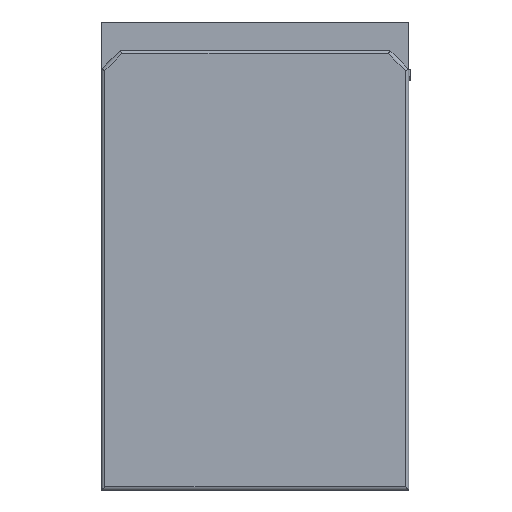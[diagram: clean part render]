
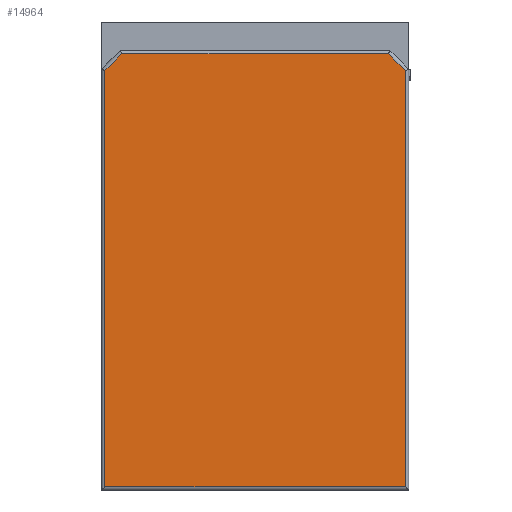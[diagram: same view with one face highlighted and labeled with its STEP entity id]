
A CAD part, front view. The second image highlights one B-rep face of the part: STEP entity #14964.
In plain terms, the highlighted planar face has unit normal (0, -1, 0).
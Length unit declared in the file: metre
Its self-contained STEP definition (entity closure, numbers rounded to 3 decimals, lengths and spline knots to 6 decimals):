
#578=LINE('',#23950,#2137);
#580=LINE('',#23956,#2139);
#582=LINE('',#23962,#2141);
#584=LINE('',#23968,#2143);
#586=LINE('',#23974,#2145);
#588=LINE('',#23980,#2147);
#2137=VECTOR('',#19842,1.);
#2139=VECTOR('',#19848,1.);
#2141=VECTOR('',#19854,1.);
#2143=VECTOR('',#19860,1.);
#2145=VECTOR('',#19866,1.);
#2147=VECTOR('',#19872,1.);
#3667=PLANE('',#18128);
#4908=ORIENTED_EDGE('',*,*,#8477,.T.);
#4909=ORIENTED_EDGE('',*,*,#8492,.T.);
#4910=ORIENTED_EDGE('',*,*,#8489,.T.);
#4911=ORIENTED_EDGE('',*,*,#8486,.T.);
#4912=ORIENTED_EDGE('',*,*,#8483,.T.);
#4913=ORIENTED_EDGE('',*,*,#8480,.T.);
#8477=EDGE_CURVE('',#10410,#10408,#578,.T.);
#8480=EDGE_CURVE('',#10412,#10410,#580,.T.);
#8483=EDGE_CURVE('',#10414,#10412,#582,.F.);
#8486=EDGE_CURVE('',#10416,#10414,#584,.F.);
#8489=EDGE_CURVE('',#10418,#10416,#586,.T.);
#8492=EDGE_CURVE('',#10408,#10418,#588,.F.);
#10408=VERTEX_POINT('',#23948);
#10410=VERTEX_POINT('',#23951);
#10412=VERTEX_POINT('',#23957);
#10414=VERTEX_POINT('',#23963);
#10416=VERTEX_POINT('',#23969);
#10418=VERTEX_POINT('',#23975);
#12306=EDGE_LOOP('',(#4908,#4909,#4910,#4911,#4912,#4913));
#13654=FACE_BOUND('',#12306,.T.);
#14964=ADVANCED_FACE('',(#13654),#3667,.F.);
#18128=AXIS2_PLACEMENT_3D('',#24118,#19978,#19979);
#19842=DIRECTION('',(1.,0.,0.));
#19848=DIRECTION('',(0.,0.,-1.));
#19854=DIRECTION('',(0.707,0.,0.707));
#19860=DIRECTION('',(1.,0.,0.));
#19866=DIRECTION('',(-0.707,0.,0.707));
#19872=DIRECTION('',(0.,0.,-1.));
#19978=DIRECTION('',(0.,1.,0.));
#19979=DIRECTION('',(1.,0.,0.));
#23948=CARTESIAN_POINT('',(0.031793,-0.018,-0.048793));
#23950=CARTESIAN_POINT('',(0.,-0.018,-0.048793));
#23951=CARTESIAN_POINT('',(-0.031793,-0.018,-0.048793));
#23956=CARTESIAN_POINT('',(-0.031793,-0.018,-0.0475));
#23957=CARTESIAN_POINT('',(-0.031793,-0.018,0.039207));
#23962=CARTESIAN_POINT('',(-0.028207,-0.018,0.042793));
#23963=CARTESIAN_POINT('',(-0.028207,-0.018,0.042793));
#23968=CARTESIAN_POINT('',(0.028207,-0.018,0.042793));
#23969=CARTESIAN_POINT('',(0.028207,-0.018,0.042793));
#23974=CARTESIAN_POINT('',(0.05925,-0.018,0.01175));
#23975=CARTESIAN_POINT('',(0.031793,-0.018,0.039207));
#23980=CARTESIAN_POINT('',(0.031793,-0.018,-0.048793));
#24118=CARTESIAN_POINT('',(0.,-0.018,-0.0475));
